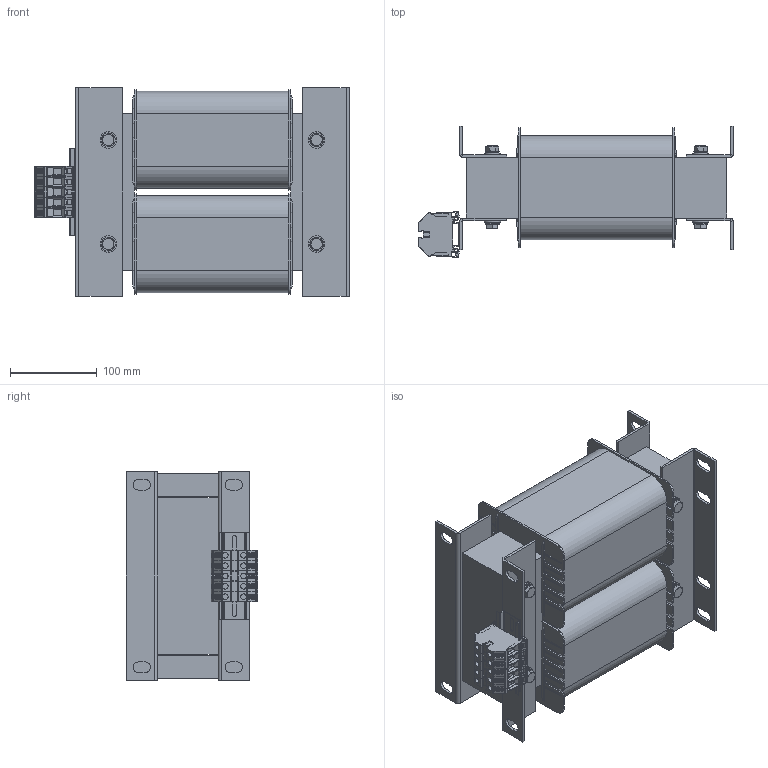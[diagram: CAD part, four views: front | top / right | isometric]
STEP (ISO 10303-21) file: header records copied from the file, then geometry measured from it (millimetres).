
FILE_DESCRIPTION(/* description */ (''),/* implementation_level */ '2;1');
FILE_NAME(/* name */ 'TA002755400.stp',/* time_stamp */ '2022-10-24T13:51:23+02:00',/* author */ ('velazquez'),/* organization */ (''),/* preprocessor_version */ 'ST-DEVELOPER v19.2',/* originating_system */ 'Autodesk Inventor 2023',/* authorisation */ '');
FILE_SCHEMA (('AUTOMOTIVE_DESIGN { 1 0 10303 214 3 1 1 }'));
Length unit declared in the file: millimetre
Products named in the file (12): TA002755400; UI300 x 180 - 70 (Rc60); RC 60 UI INFERIOR; RC 60 UI SUPERIOR; centrador M8; DIN 125 - A 8,4; DIN 933 - M8  x 90; DIN 934 - M8; UI 180_70_BOBINADO; carril 4 agujeros; 16_35; FICHA 16_35 AM_VE
Assembly tree (37 placements, depth 2):
  TA002755400
    UI300 x 180 - 70 (Rc60)
    RC 60 UI INFERIOR  x2
    RC 60 UI SUPERIOR  x2
    centrador M8  x8
    DIN 125 - A 8,4  x8
    DIN 933 - M8  x 90  x4
    DIN 934 - M8  x4
    UI 180_70_BOBINADO  x2
    carril 4 agujeros
    16_35  x4
    FICHA 16_35 AM_VE
Bounding box: 362.1 x 151.8 x 240 mm (x, y, z)
Volume: 6255756.1 mm3; surface area: 957454.1 mm2
Topology: 37 solids, 53 shells, 3238 faces, 8586 edges, 5453 vertices
Faces by surface type: plane 1956, cylinder 1028, torus 96, bspline 70, cone 58, sphere 30
Full cylindrical faces by diameter (mm): 6.3 x10, 6.647 x4, 7.323 x4, 8 x12, 8.4 x8, 9.6 x8, 11.4 x4, 13 x12, 16 x8, 19 x8
Entity records: 47513 total; most frequent: CARTESIAN_POINT 12199, ORIENTED_EDGE 7186, DIRECTION 7111, EDGE_CURVE 3593, LINE 2589, VECTOR 2589, VERTEX_POINT 2299, AXIS2_PLACEMENT_3D 2261
